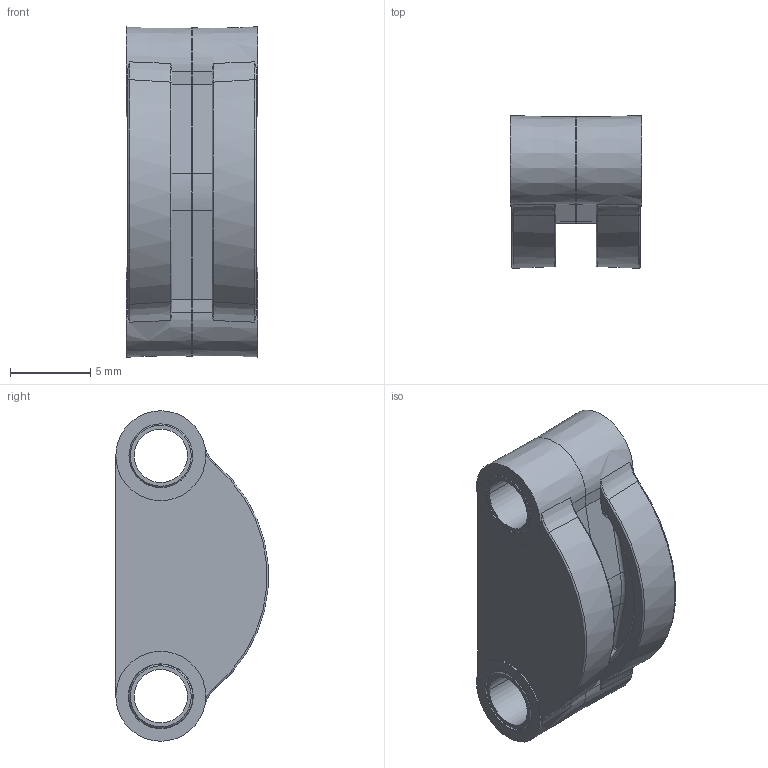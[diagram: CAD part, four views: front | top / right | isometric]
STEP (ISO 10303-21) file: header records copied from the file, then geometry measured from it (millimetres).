
FILE_DESCRIPTION((''),'2;1');
FILE_NAME('204136_ASM','2018-01-03T',('pdmadmin'),('BANNER ENGINEERING'),'CREO PARAMETRIC BY PTC INC, 2016260','CREO PARAMETRIC BY PTC INC, 2016260','');
FILE_SCHEMA(('CONFIG_CONTROL_DESIGN'));
Length unit declared in the file: millimetre
Products named in the file (6): 15300906_SIDE; 803493_BUSHING_INSERT; 803493_BUSHING_INSERT_ASM; 15300906_ASM; 803493_ASM; 204136_ASM
Assembly tree (7 placements, depth 5):
  204136_ASM
    803493_ASM
      15300906_ASM
        15300906_SIDE  x2
        803493_BUSHING_INSERT_ASM  x2
          803493_BUSHING_INSERT
Bounding box: 8.2 x 9.5 x 20.6 mm (x, y, z)
Volume: 862.3 mm3; surface area: 1627.8 mm2
Topology: 4 solids, 4 shells, 544 faces, 1264 edges, 834 vertices
Faces by surface type: plane 440, cone 46, cylinder 24, bspline 20, torus 10, sphere 4
Entity records: 8556 total; most frequent: CARTESIAN_POINT 2033, DIRECTION 1356, ORIENTED_EDGE 1264, EDGE_CURVE 632, AXIS2_PLACEMENT_3D 471, VERTEX_POINT 417, VECTOR 414, LINE 414
